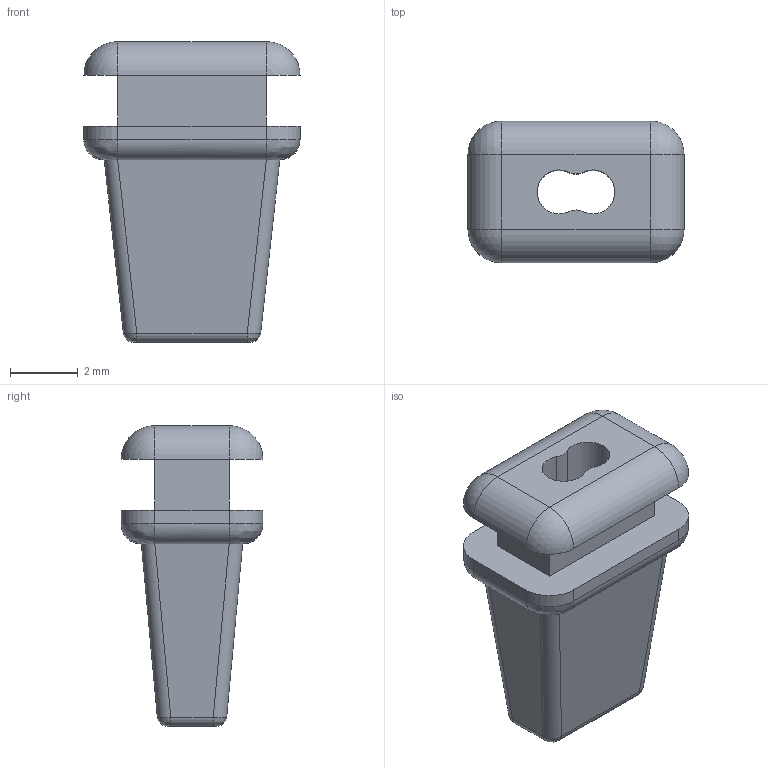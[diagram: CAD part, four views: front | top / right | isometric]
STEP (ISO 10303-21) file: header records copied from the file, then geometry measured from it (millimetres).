
FILE_DESCRIPTION(/* description */ (''),/* implementation_level */ '2;1');
FILE_NAME(/* name */ '276-2177-018 Rev1_MIR_MIR.ipt.step',/* time_stamp */ '2020-04-16T23:07:52-04:00',/* author */ ('Josef'),/* organization */ (''),/* preprocessor_version */ 'ST-DEVELOPER v17',/* originating_system */ 'Autodesk Inventor 2019',/* authorisation */ '');
FILE_SCHEMA (('AUTOMOTIVE_DESIGN { 1 0 10303 214 3 1 1 }'));
Length unit declared in the file: inch
Products named in the file (1): 276-2177-018 Rev1_MIR_MIR
Bounding box: 6.4 x 4.2 x 8.9 mm (x, y, z)
Volume: 100.6 mm3; surface area: 243.9 mm2
Topology: 1 solids, 1 shells, 52 faces, 122 edges, 70 vertices
Faces by surface type: cylinder 24, plane 16, bspline 8, sphere 4
Entity records: 1881 total; most frequent: CARTESIAN_POINT 707, ORIENTED_EDGE 236, DIRECTION 232, EDGE_CURVE 118, AXIS2_PLACEMENT_3D 85, VERTEX_POINT 70, LINE 62, VECTOR 62
